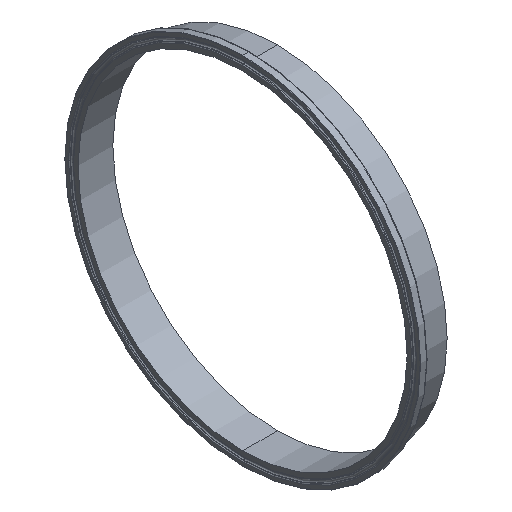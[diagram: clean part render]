
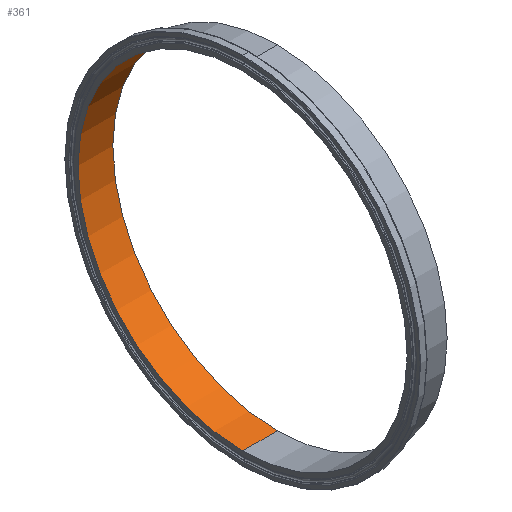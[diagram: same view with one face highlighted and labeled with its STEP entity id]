
A CAD part, isometric view. The second image highlights one B-rep face of the part: STEP entity #361.
In plain terms, the highlighted cylindrical face has radius 132.335 mm (diameter 264.67 mm), a partial arc.
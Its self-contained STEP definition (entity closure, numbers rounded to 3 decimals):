
#50 = VERTEX_POINT ( 'NONE', #132 ) ;
#58 = VERTEX_POINT ( 'NONE', #494 ) ;
#72 = DIRECTION ( 'NONE',  ( 0., 0., 1. ) ) ;
#89 = CIRCLE ( 'NONE', #148, 132.335 ) ;
#98 = CARTESIAN_POINT ( 'NONE',  ( 0., 0., 132.335 ) ) ;
#116 = EDGE_CURVE ( 'NONE', #481, #50, #261, .T. ) ;
#126 = CARTESIAN_POINT ( 'NONE',  ( 28., 0., 0. ) ) ;
#132 = CARTESIAN_POINT ( 'NONE',  ( 28., 0., -132.335 ) ) ;
#148 = AXIS2_PLACEMENT_3D ( 'NONE', #310, #625, #153 ) ;
#153 = DIRECTION ( 'NONE',  ( 0., 0., 1. ) ) ;
#183 = EDGE_CURVE ( 'NONE', #50, #58, #565, .T. ) ;
#216 = DIRECTION ( 'NONE',  ( -1., 0., 0. ) ) ;
#235 = CARTESIAN_POINT ( 'NONE',  ( 0., 0., 132.335 ) ) ;
#249 = EDGE_CURVE ( 'NONE', #481, #536, #676, .T. ) ;
#261 = CIRCLE ( 'NONE', #698, 132.335 ) ;
#274 = CYLINDRICAL_SURFACE ( 'NONE', #711, 132.335 ) ;
#279 = CARTESIAN_POINT ( 'NONE',  ( 0., 0., 0. ) ) ;
#310 = CARTESIAN_POINT ( 'NONE',  ( 0., 0., 0. ) ) ;
#317 = CARTESIAN_POINT ( 'NONE',  ( 0., 0., -132.335 ) ) ;
#320 = VECTOR ( 'NONE', #570, 1000. ) ;
#337 = FACE_OUTER_BOUND ( 'NONE', #627, .T. ) ;
#361 = ADVANCED_FACE ( 'NONE', ( #337 ), #274, .F. ) ;
#366 = DIRECTION ( 'NONE',  ( -1., 0., 0. ) ) ;
#446 = VECTOR ( 'NONE', #451, 1000. ) ;
#451 = DIRECTION ( 'NONE',  ( -1., 0., 0. ) ) ;
#477 = ORIENTED_EDGE ( 'NONE', *, *, #586, .T. ) ;
#481 = VERTEX_POINT ( 'NONE', #662 ) ;
#494 = CARTESIAN_POINT ( 'NONE',  ( 0., 0., -132.335 ) ) ;
#530 = ORIENTED_EDGE ( 'NONE', *, *, #116, .F. ) ;
#536 = VERTEX_POINT ( 'NONE', #235 ) ;
#555 = ORIENTED_EDGE ( 'NONE', *, *, #249, .T. ) ;
#565 = LINE ( 'NONE', #317, #446 ) ;
#570 = DIRECTION ( 'NONE',  ( -1., 0., 0. ) ) ;
#584 = DIRECTION ( 'NONE',  ( 0., 0., 1. ) ) ;
#585 = ORIENTED_EDGE ( 'NONE', *, *, #183, .F. ) ;
#586 = EDGE_CURVE ( 'NONE', #536, #58, #89, .T. ) ;
#625 = DIRECTION ( 'NONE',  ( -1., 0., 0. ) ) ;
#627 = EDGE_LOOP ( 'NONE', ( #585, #530, #555, #477 ) ) ;
#662 = CARTESIAN_POINT ( 'NONE',  ( 28., 0., 132.335 ) ) ;
#676 = LINE ( 'NONE', #98, #320 ) ;
#698 = AXIS2_PLACEMENT_3D ( 'NONE', #126, #366, #72 ) ;
#711 = AXIS2_PLACEMENT_3D ( 'NONE', #279, #216, #584 ) ;
